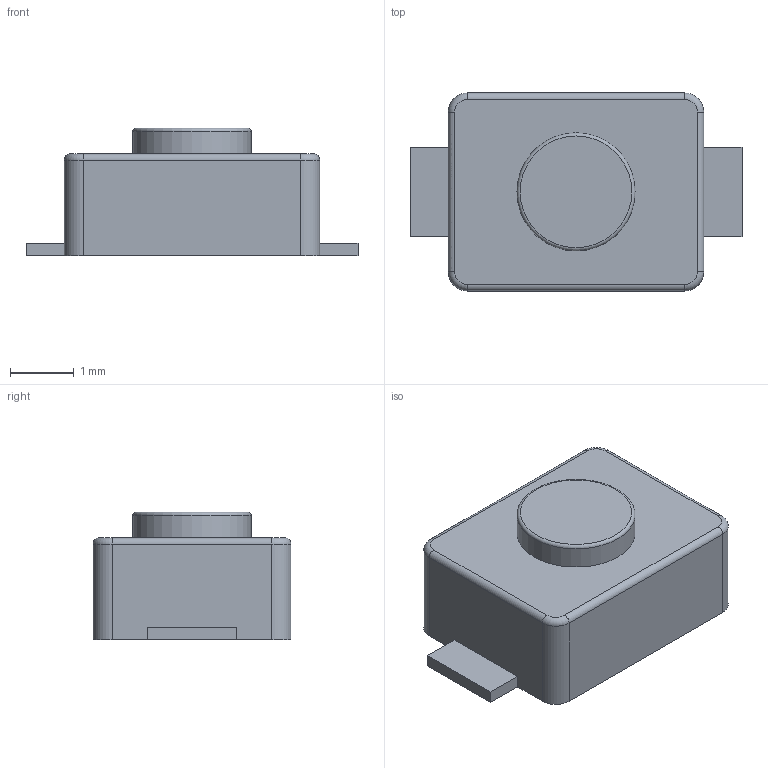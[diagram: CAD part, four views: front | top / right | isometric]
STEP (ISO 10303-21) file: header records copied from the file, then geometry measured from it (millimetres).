
FILE_DESCRIPTION(/* description */ (''),/* implementation_level */ '2;1');
FILE_NAME(/* name */ '4x3x2mm SMD SPST Button.step',/* time_stamp */ '2019-02-22T17:43:32+00:00',/* author */ ('eric.n.tech'),/* organization */ (''),/* preprocessor_version */ 'ST-DEVELOPER v17.2',/* originating_system */ 'Autodesk Translation Framework v7.6.0.251',/* authorisation */ '');
FILE_SCHEMA (('AUTOMOTIVE_DESIGN { 1 0 10303 214 3 1 1 }'));
Length unit declared in the file: millimetre
Products named in the file (1): 4x3x2mm SMD SPST Button
Bounding box: 5.2 x 3.1 x 2 mm (x, y, z)
Volume: 21.1 mm3; surface area: 58.5 mm2
Topology: 4 solids, 4 shells, 34 faces, 71 edges, 45 vertices
Faces by surface type: plane 20, cylinder 9, torus 5
Full cylindrical faces by diameter (mm): 1.85 x1
Entity records: 958 total; most frequent: DIRECTION 167, CARTESIAN_POINT 151, ORIENTED_EDGE 142, EDGE_CURVE 71, AXIS2_PLACEMENT_3D 61, LINE 45, VECTOR 45, VERTEX_POINT 45
